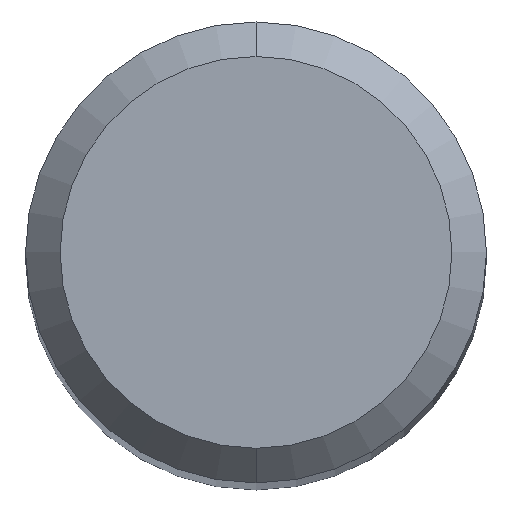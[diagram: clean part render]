
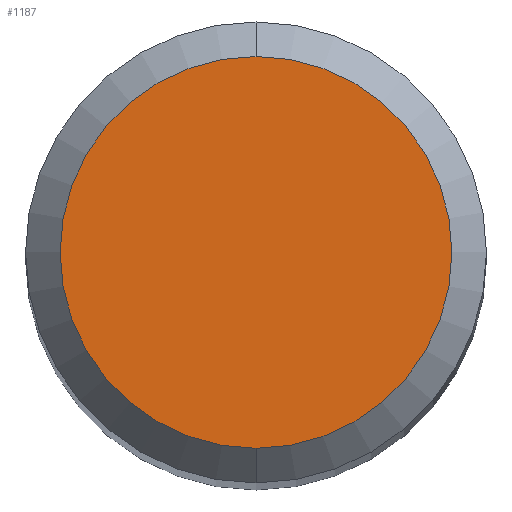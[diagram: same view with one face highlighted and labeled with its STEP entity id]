
A CAD part, top view. The second image highlights one B-rep face of the part: STEP entity #1187.
In plain terms, the highlighted planar face has unit normal (0, 0, 1).
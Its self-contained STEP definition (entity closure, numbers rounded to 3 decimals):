
#693=EDGE_CURVE('',#811,#1201,#1545,.T.);
#811=VERTEX_POINT('',#1679);
#1107=EDGE_CURVE('',#1201,#811,#1996,.T.);
#1187=ADVANCED_FACE('',(#2082),#2083,.T.);
#1201=VERTEX_POINT('',#2097);
#1545=CIRCLE('',#3620,1.7);
#1679=CARTESIAN_POINT('',(0.0,1.7,0.0));
#1996=CIRCLE('',#5262,1.7);
#2082=FACE_OUTER_BOUND('',#5631,.T.);
#2083=PLANE('',#5632);
#2097=CARTESIAN_POINT('',(0.,-1.7,0.0));
#3620=AXIS2_PLACEMENT_3D('',#6086,#6087,#6088);
#5262=AXIS2_PLACEMENT_3D('',#6593,#6594,#6595);
#5631=EDGE_LOOP('',(#6686,#6687));
#5632=AXIS2_PLACEMENT_3D('',#6688,#6689,#6690);
#6086=CARTESIAN_POINT('',(0.0,0.0,0.0));
#6087=DIRECTION('',(0.0,0.0,-1.0));
#6088=DIRECTION('',(0.0,1.0,0.0));
#6593=CARTESIAN_POINT('',(0.0,0.0,0.0));
#6594=DIRECTION('',(0.0,0.0,-1.0));
#6595=DIRECTION('',(0.0,1.0,0.0));
#6686=ORIENTED_EDGE('',*,*,#693,.F.);
#6687=ORIENTED_EDGE('',*,*,#1107,.F.);
#6688=CARTESIAN_POINT('',(0.0,0.85,0.0));
#6689=DIRECTION('',(-0.0,0.0,1.0));
#6690=DIRECTION('',(0.0,-1.0,0.0));
